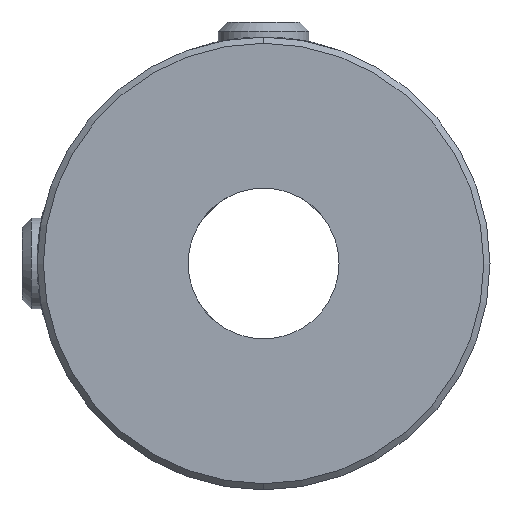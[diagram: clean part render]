
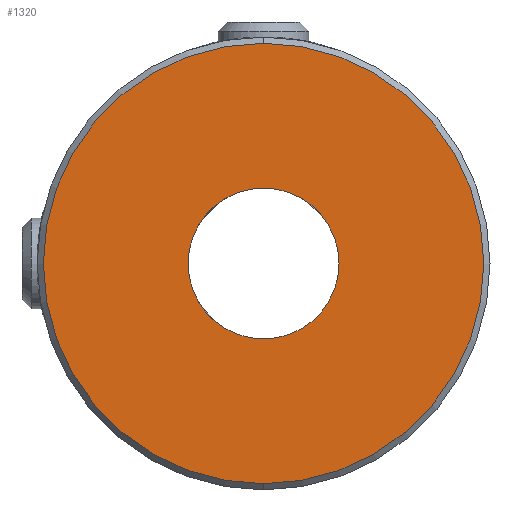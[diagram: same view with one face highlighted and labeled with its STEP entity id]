
A CAD part, left-side view. The second image highlights one B-rep face of the part: STEP entity #1320.
In plain terms, the highlighted planar face has unit normal (-1, 0, 0).
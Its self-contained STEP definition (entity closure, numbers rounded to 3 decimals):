
#872 = CARTESIAN_POINT ( 'NONE',  ( 0.001, -0.003, -7.297 ) ) ;
#941 = ORIENTED_EDGE ( 'NONE', *, *, #3305, .T. ) ;
#1044 = DIRECTION ( 'NONE',  ( 0., 0., -1. ) ) ;
#1320 = ADVANCED_FACE ( 'NONE', ( #7901, #6181 ), #6207, .F. ) ;
#1674 = CARTESIAN_POINT ( 'NONE',  ( 0.001, -0.003, 0. ) ) ;
#1688 = AXIS2_PLACEMENT_3D ( 'NONE', #1674, #6221, #2322 ) ;
#1791 = EDGE_CURVE ( 'NONE', #5388, #4080, #8108, .T. ) ;
#1886 = AXIS2_PLACEMENT_3D ( 'NONE', #6846, #2953, #7499 ) ;
#2144 = CIRCLE ( 'NONE', #4713, 2.5 ) ;
#2322 = DIRECTION ( 'NONE',  ( 0., 0., 1. ) ) ;
#2328 = CIRCLE ( 'NONE', #5320, 2.5 ) ;
#2506 = CARTESIAN_POINT ( 'NONE',  ( 0.001, -0.003, 0. ) ) ;
#2705 = CARTESIAN_POINT ( 'NONE',  ( 0.001, -0.003, 7.297 ) ) ;
#2953 = DIRECTION ( 'NONE',  ( -1., 0., 0. ) ) ;
#2967 = CARTESIAN_POINT ( 'NONE',  ( 0.001, -0.003, 0. ) ) ;
#3166 = DIRECTION ( 'NONE',  ( 0., 0., -1. ) ) ;
#3305 = EDGE_CURVE ( 'NONE', #4247, #7696, #2144, .T. ) ;
#3492 = DIRECTION ( 'NONE',  ( 1., 0., 0. ) ) ;
#4080 = VERTEX_POINT ( 'NONE', #872 ) ;
#4230 = CARTESIAN_POINT ( 'NONE',  ( 0.001, -0.003, -2.5 ) ) ;
#4247 = VERTEX_POINT ( 'NONE', #4249 ) ;
#4249 = CARTESIAN_POINT ( 'NONE',  ( 0.001, -0.003, 2.5 ) ) ;
#4268 = ORIENTED_EDGE ( 'NONE', *, *, #4740, .T. ) ;
#4713 = AXIS2_PLACEMENT_3D ( 'NONE', #2506, #7059, #3166 ) ;
#4740 = EDGE_CURVE ( 'NONE', #7696, #4247, #2328, .T. ) ;
#4806 = EDGE_LOOP ( 'NONE', ( #6654, #6611 ) ) ;
#4912 = EDGE_CURVE ( 'NONE', #4080, #5388, #6908, .T. ) ;
#4929 = DIRECTION ( 'NONE',  ( 1., 0., 0. ) ) ;
#5320 = AXIS2_PLACEMENT_3D ( 'NONE', #7381, #3492, #8041 ) ;
#5388 = VERTEX_POINT ( 'NONE', #2705 ) ;
#6181 = FACE_OUTER_BOUND ( 'NONE', #4806, .T. ) ;
#6207 = PLANE ( 'NONE',  #6708 ) ;
#6221 = DIRECTION ( 'NONE',  ( -1., 0., 0. ) ) ;
#6348 = EDGE_LOOP ( 'NONE', ( #4268, #941 ) ) ;
#6611 = ORIENTED_EDGE ( 'NONE', *, *, #1791, .T. ) ;
#6654 = ORIENTED_EDGE ( 'NONE', *, *, #4912, .T. ) ;
#6708 = AXIS2_PLACEMENT_3D ( 'NONE', #2967, #4929, #1044 ) ;
#6846 = CARTESIAN_POINT ( 'NONE',  ( 0.001, -0.003, 0. ) ) ;
#6908 = CIRCLE ( 'NONE', #1688, 7.297 ) ;
#7059 = DIRECTION ( 'NONE',  ( 1., 0., 0. ) ) ;
#7381 = CARTESIAN_POINT ( 'NONE',  ( 0.001, -0.003, 0. ) ) ;
#7499 = DIRECTION ( 'NONE',  ( 0., 0., 1. ) ) ;
#7696 = VERTEX_POINT ( 'NONE', #4230 ) ;
#7901 = FACE_BOUND ( 'NONE', #6348, .T. ) ;
#8041 = DIRECTION ( 'NONE',  ( 0., 0., -1. ) ) ;
#8108 = CIRCLE ( 'NONE', #1886, 7.297 ) ;
